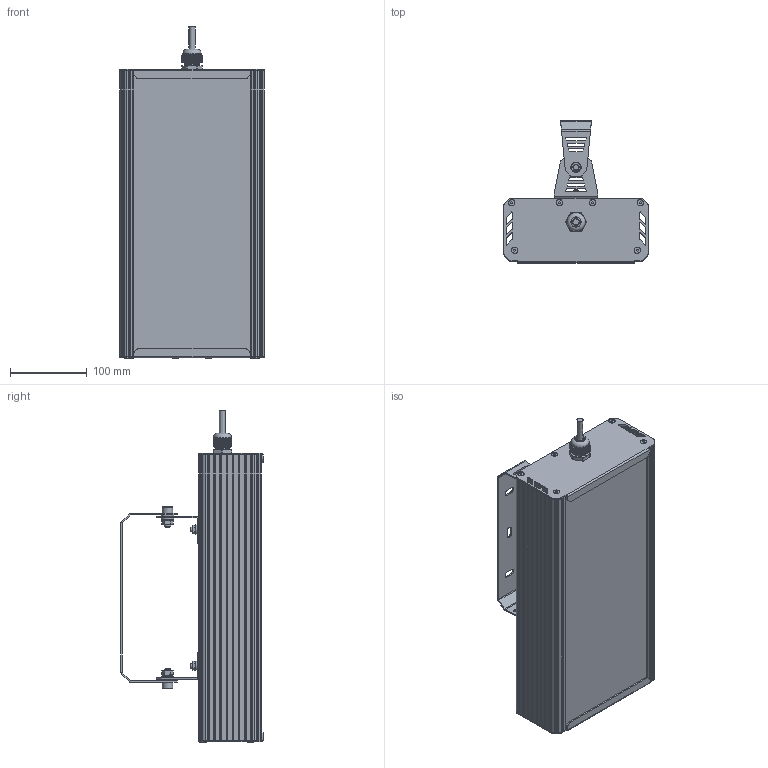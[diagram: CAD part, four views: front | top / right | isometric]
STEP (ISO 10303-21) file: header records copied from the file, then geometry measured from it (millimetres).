
FILE_DESCRIPTION(('STEP AP214'), '1');
FILE_NAME('001.0079.20.000 - ÃÑÏ-Ýêñòðà-80', '2023-10-20T02:31:49', ('Ëóêîíèí'), ('ÎÊÁ Ñâîé Ñòèëü'), 'C3D Converter', 'C3D Toolkit', '');
FILE_SCHEMA(('AUTOMOTIVE_DESIGN { 1 0 10303 214 3 1 1}'));
Length unit declared in the file: millimetre
Products named in the file (40): 001.0079.20.000
Assembly tree (70 placements, depth 4):
  001.0079.20.000
    (unnamed)
      (unnamed)
      (unnamed)
      (unnamed)
      (unnamed)  x6
      (unnamed)  x6
      (unnamed)
      (unnamed)
      (unnamed)
      (unnamed)
        (unnamed)
      (unnamed)  x8
        (unnamed)
        (unnamed)
        (unnamed)
        (unnamed)
        (unnamed)
        (unnamed)
        (unnamed)
        (unnamed)
        (unnamed)
    (unnamed)
      (unnamed)  x2
      (unnamed)
      (unnamed)
      (unnamed)
      (unnamed)
      (unnamed)
      (unnamed)
      (unnamed)  x2
      (unnamed)
      (unnamed)
      (unnamed)
      (unnamed)
      (unnamed)
      (unnamed)
      (unnamed)
      (unnamed)
      (unnamed)
Bounding box: 187.37 x 184.68 x 431.43 mm (x, y, z)
Volume: 1191391 mm3; surface area: 953362.1 mm2
Topology: 295 solids, 295 shells, 4008 faces, 10023 edges, 6699 vertices
Faces by surface type: plane 2580, cylinder 1186, cone 178, bspline 45, torus 11, sphere 8
Full cylindrical faces by diameter (mm): 1 x8, 2 x16, 2.5 x32, 2.8 x200, 3.2 x8, 3.5 x40, 4 x12, 6 x4, 6.375 x2, 8 x16, 8.5 x8, 12 x3, 12.5 x1, 13.333 x2, 16 x5, 18.5 x3, 20 x1, 23.5 x1
Entity records: 102499 total; most frequent: CARTESIAN_POINT 45271, ORIENTED_EDGE 10812, DIRECTION 9990, EDGE_CURVE 5406, VERTEX_POINT 3682, AXIS2_PLACEMENT_3D 3406, LINE 3178, VECTOR 3178
